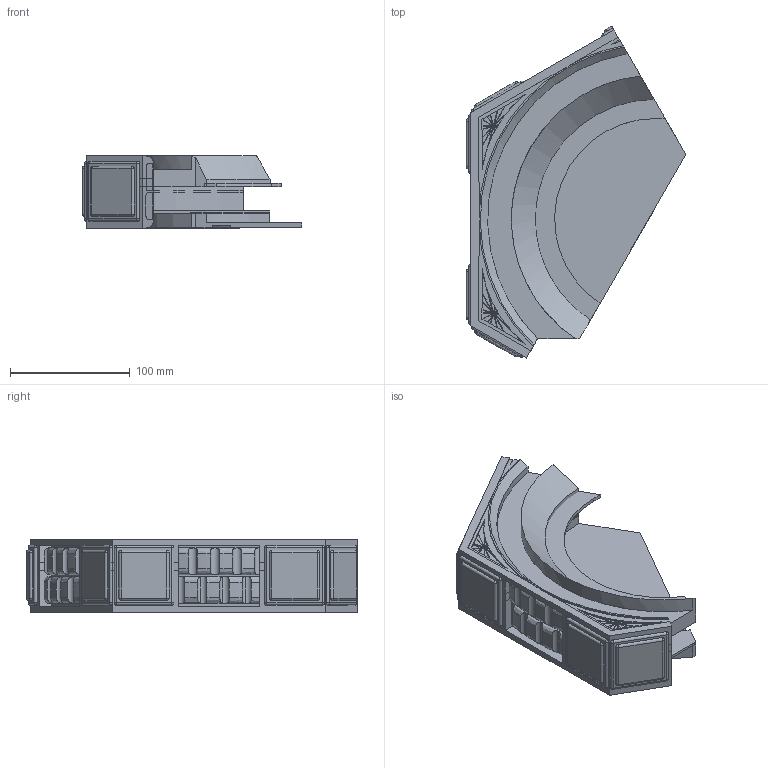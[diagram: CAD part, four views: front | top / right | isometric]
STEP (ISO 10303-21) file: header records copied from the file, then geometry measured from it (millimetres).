
FILE_DESCRIPTION(('HOOPS Exchange Step'),'2;1');
FILE_NAME('temp_export','2023-07-11T21:16:50+19:00',('mobile'),('Shapr3D Limited'),'HOOPS Exchange 2022.2','Shapr3D','Authorized');
FILE_SCHEMA( ('AUTOMOTIVE_DESIGN { 1 0 10303 214 1 1 1 1 }') );
Length unit declared in the file: millimetre
Products named in the file (38): Folder 84; Spiral (3); Gear Primitives (1); Mark 2 (1); spiral cut.step (1); Spiral (4); Gear Primitives (2); Mark 2 (2); spiral cut.step (2); Spiral (2); Gear Primitives; Mark 2; spiral cut.step; Folder 83; Bottom (2); Details (9); Details (8); Details (7); Details (6); Details (5); Details (4); Top and Details (2); MK3 SideB; root
Assembly tree (37 placements, depth 4):
  root
    Folder 84
    Folder 83
      spiral cut.step (1)
        Spiral (3)
        Gear Primitives (1)
        Mark 2 (1)
      spiral cut.step (1)
        Spiral (3)
        Gear Primitives (1)
        Mark 2 (1)
      spiral cut.step (2)
        Spiral (4)
        Gear Primitives (2)
        Mark 2 (2)
      spiral cut.step (1)
        Spiral (3)
        Gear Primitives (1)
        Mark 2 (1)
      spiral cut.step (1)
        Spiral (3)
        Gear Primitives (1)
        Mark 2 (1)
      spiral cut.step
        Spiral (2)
        Gear Primitives
        Mark 2
    Gear Primitives
    MK3 SideB
      Bottom (2)
      Top and Details (2)
        Details (9)
        Details (8)
        Details (7)
        Details (6)
        Details (5)
        Details (4)
    Mark 2
Bounding box: 183.58 x 277.22 x 60.77 mm (x, y, z)
Volume: 942361.6 mm3; surface area: 282759.9 mm2
Topology: 19 solids, 19 shells, 565 faces, 1488 edges, 933 vertices
Faces by surface type: plane 303, cylinder 208, sphere 36, bspline 16, cone 2
Full cylindrical faces by diameter (mm): 1.26 x2
Entity records: 28657 total; most frequent: CARTESIAN_POINT 14341, ORIENTED_EDGE 2904, DIRECTION 2793, EDGE_CURVE 1452, VECTOR 949, LINE 949, VERTEX_POINT 933, AXIS2_PLACEMENT_3D 922
